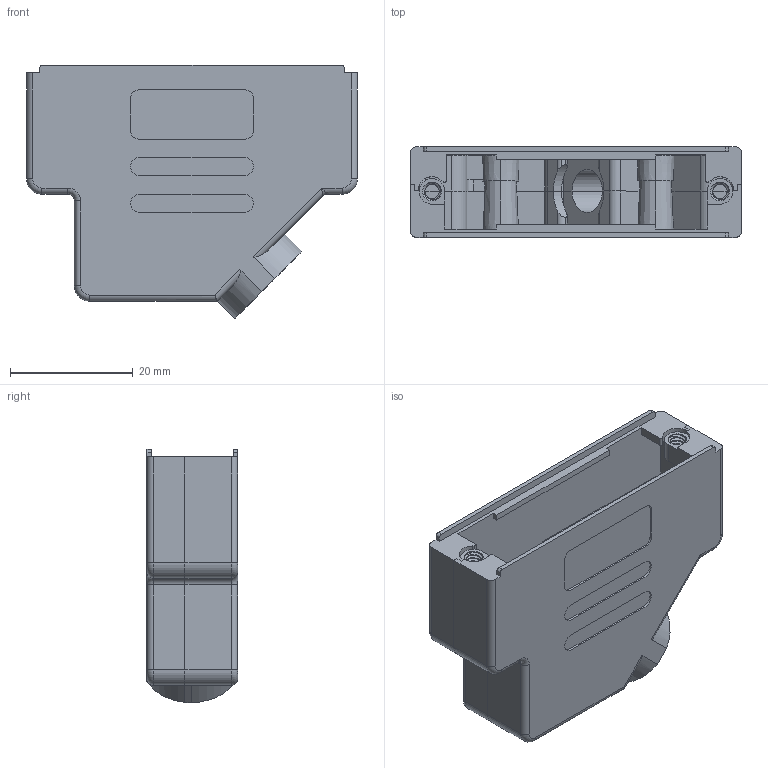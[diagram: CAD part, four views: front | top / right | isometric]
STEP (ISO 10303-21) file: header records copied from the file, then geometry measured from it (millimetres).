
FILE_DESCRIPTION (( 'STEP AP214' ), '1' );
FILE_NAME ('6688-9595.STEP', '2022-09-28T09:30:13', ( '' ), ( '' ), 'SwSTEP 2.0', 'SolidWorks 2021', '' );
FILE_SCHEMA (( 'AUTOMOTIVE_DESIGN' ));
Length unit declared in the file: millimetre
Products named in the file (5): 6805-0210-03; 6688-9595; 6522-0121-05 (7mm); 6805-0210-13; 6855-0117-12
Assembly tree (6 placements, depth 2):
  6688-9595
    6805-0210-13
    6805-0210-03
    6855-0117-12  x2
    6522-0121-05 (7mm)  x2
Bounding box: 54 x 14.9 x 41.3 mm (x, y, z)
Volume: 8903 mm3; surface area: 14012 mm2
Topology: 6 solids, 6 shells, 636 faces, 1738 edges, 1135 vertices
Faces by surface type: cylinder 302, plane 270, cone 30, torus 21, bspline 13
Entity records: 21588 total; most frequent: CARTESIAN_POINT 8816, ORIENTED_EDGE 2740, DIRECTION 2564, EDGE_CURVE 1370, VERTEX_POINT 896, AXIS2_PLACEMENT_3D 879, LINE 806, VECTOR 806
